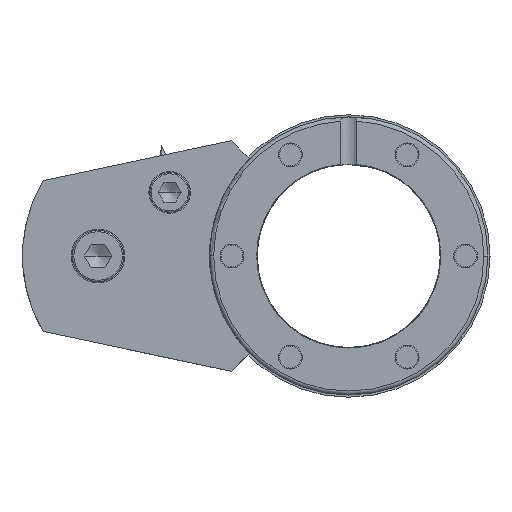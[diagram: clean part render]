
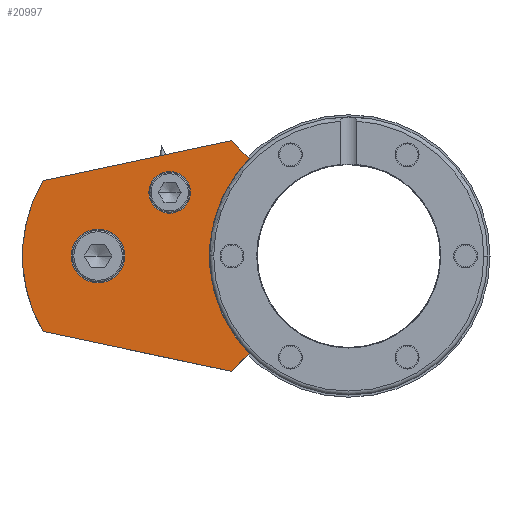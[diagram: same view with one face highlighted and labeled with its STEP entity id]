
A CAD part, front view. The second image highlights one B-rep face of the part: STEP entity #20997.
In plain terms, the highlighted planar face has unit normal (0, -1, 0).
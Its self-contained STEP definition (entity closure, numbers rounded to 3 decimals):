
#13839=DIRECTION('',(0.978,0.,-0.208));
#13840=VECTOR('',#13839,48.329);
#13841=CARTESIAN_POINT('',(-76.778,0.6,-18.952));
#13842=LINE('',#13841,#13840);
#13846=CARTESIAN_POINT('',(-45.,0.6,0.));
#13847=DIRECTION('',(0.,-1.,0.));
#13848=DIRECTION('',(-0.859,0.,0.512));
#13849=AXIS2_PLACEMENT_3D('',#13846,#13847,#13848);
#13854=DIRECTION('',(-0.978,0.,-0.208));
#13855=VECTOR('',#13854,48.329);
#13856=CARTESIAN_POINT('',(-29.505,0.6,29.));
#13857=LINE('',#13856,#13855);
#13861=DIRECTION('',(-0.707,0.,0.707));
#13862=VECTOR('',#13861,6.371);
#13863=CARTESIAN_POINT('',(-25.,0.6,24.495));
#13864=LINE('',#13863,#13862);
#13868=CARTESIAN_POINT('',(0.,0.6,0.));
#13869=DIRECTION('',(0.,1.,0.));
#13870=DIRECTION('',(-0.714,0.,-0.7));
#13871=AXIS2_PLACEMENT_3D('',#13868,#13869,#13870);
#13876=DIRECTION('',(0.707,0.,0.707));
#13877=VECTOR('',#13876,6.371);
#13878=CARTESIAN_POINT('',(-29.505,0.6,-29.));
#13879=LINE('',#13878,#13877);
#13883=CARTESIAN_POINT('',(-63.,0.6,0.));
#13884=DIRECTION('',(0.,1.,0.));
#13885=DIRECTION('',(-1.,0.,0.));
#13886=AXIS2_PLACEMENT_3D('',#13883,#13884,#13885);
#13891=CARTESIAN_POINT('',(-63.,0.6,0.));
#13892=DIRECTION('',(0.,1.,0.));
#13893=DIRECTION('',(1.,0.,0.));
#13894=AXIS2_PLACEMENT_3D('',#13891,#13892,#13893);
#13899=CARTESIAN_POINT('',(-45.,0.6,16.));
#13900=DIRECTION('',(0.,1.,0.));
#13901=DIRECTION('',(1.,0.,0.));
#13902=AXIS2_PLACEMENT_3D('',#13899,#13900,#13901);
#13907=CARTESIAN_POINT('',(-45.,0.6,16.));
#13908=DIRECTION('',(0.,1.,0.));
#13909=DIRECTION('',(-1.,0.,0.));
#13910=AXIS2_PLACEMENT_3D('',#13907,#13908,#13909);
#17148=CARTESIAN_POINT('',(-76.778,0.6,-18.952));
#17150=VERTEX_POINT('',#17148);
#17157=CARTESIAN_POINT('',(-76.778,0.6,18.952));
#17158=VERTEX_POINT('',#17157);
#17167=CARTESIAN_POINT('',(-29.505,0.6,29.));
#17168=VERTEX_POINT('',#17167);
#17169=CARTESIAN_POINT('',(-29.505,0.6,-29.));
#17170=VERTEX_POINT('',#17169);
#17175=CARTESIAN_POINT('',(-25.,0.6,24.495));
#17176=VERTEX_POINT('',#17175);
#17181=CARTESIAN_POINT('',(-25.,0.6,-24.495));
#17182=VERTEX_POINT('',#17181);
#17187=CARTESIAN_POINT('',(-69.75,0.6,0.));
#17188=CARTESIAN_POINT('',(-56.25,0.6,0.));
#17189=VERTEX_POINT('',#17187);
#17190=VERTEX_POINT('',#17188);
#17195=CARTESIAN_POINT('',(-39.75,0.6,16.));
#17196=CARTESIAN_POINT('',(-50.25,0.6,16.));
#17197=VERTEX_POINT('',#17195);
#17198=VERTEX_POINT('',#17196);
#20972=CARTESIAN_POINT('',(0.,0.6,0.));
#20973=DIRECTION('',(0.,-1.,0.));
#20974=DIRECTION('',(0.,0.,1.));
#20975=AXIS2_PLACEMENT_3D('',#20972,#20973,#20974);
#20976=PLANE('',#20975);
#20977=ORIENTED_EDGE('',*,*,#20914,.F.);
#20978=ORIENTED_EDGE('',*,*,#20900,.F.);
#20979=ORIENTED_EDGE('',*,*,#20886,.F.);
#20980=ORIENTED_EDGE('',*,*,#20967,.F.);
#20981=ORIENTED_EDGE('',*,*,#20954,.F.);
#20982=ORIENTED_EDGE('',*,*,#20940,.F.);
#20983=EDGE_LOOP('',(#20977,#20978,#20979,#20980,#20981,#20982));
#20984=FACE_OUTER_BOUND('',#20983,.F.);
#20986=ORIENTED_EDGE('',*,*,#20985,.F.);
#20988=ORIENTED_EDGE('',*,*,#20987,.F.);
#20989=EDGE_LOOP('',(#20986,#20988));
#20990=FACE_BOUND('',#20989,.F.);
#20992=ORIENTED_EDGE('',*,*,#20991,.F.);
#20994=ORIENTED_EDGE('',*,*,#20993,.F.);
#20995=EDGE_LOOP('',(#20992,#20994));
#20996=FACE_BOUND('',#20995,.F.);
#13850=CIRCLE('',#13849,37.);
#13872=CIRCLE('',#13871,35.);
#13887=CIRCLE('',#13886,6.75);
#13895=CIRCLE('',#13894,6.75);
#13903=CIRCLE('',#13902,5.25);
#13911=CIRCLE('',#13910,5.25);
#20886=EDGE_CURVE('',#17168,#17158,#13857,.T.);
#20900=EDGE_CURVE('',#17158,#17150,#13850,.T.);
#20914=EDGE_CURVE('',#17150,#17170,#13842,.T.);
#20940=EDGE_CURVE('',#17170,#17182,#13879,.T.);
#20954=EDGE_CURVE('',#17182,#17176,#13872,.T.);
#20967=EDGE_CURVE('',#17176,#17168,#13864,.T.);
#20985=EDGE_CURVE('',#17189,#17190,#13887,.T.);
#20987=EDGE_CURVE('',#17190,#17189,#13895,.T.);
#20991=EDGE_CURVE('',#17197,#17198,#13903,.T.);
#20993=EDGE_CURVE('',#17198,#17197,#13911,.T.);
#20997=ADVANCED_FACE('',(#20984,#20990,#20996),#20976,.T.);
